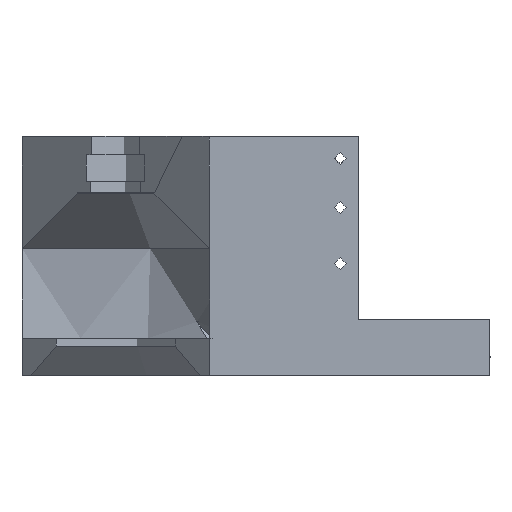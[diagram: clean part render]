
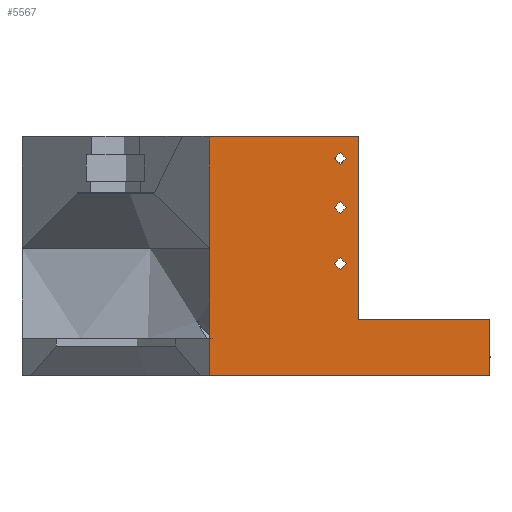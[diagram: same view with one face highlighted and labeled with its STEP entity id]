
A CAD part, left-side view. The second image highlights one B-rep face of the part: STEP entity #5567.
In plain terms, the highlighted planar face has unit normal (-1, 0, 0).
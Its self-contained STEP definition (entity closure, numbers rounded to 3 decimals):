
#44=(
BOUNDED_CURVE()
B_SPLINE_CURVE(2,(#8418,#8419,#8420),.UNSPECIFIED.,.F.,.F.)
B_SPLINE_CURVE_WITH_KNOTS((3,3),(0.,0.015),.UNSPECIFIED.)
CURVE()
GEOMETRIC_REPRESENTATION_ITEM()
RATIONAL_B_SPLINE_CURVE((1.,1.001,1.002))
REPRESENTATION_ITEM('')
);
#54=FACE_BOUND('',#853,.T.);
#55=FACE_BOUND('',#854,.T.);
#56=FACE_BOUND('',#855,.T.);
#148=CIRCLE('',#5870,1.6);
#149=CIRCLE('',#5871,1.6);
#150=CIRCLE('',#5872,1.6);
#310=PLANE('',#5869);
#551=FACE_OUTER_BOUND('',#852,.T.);
#852=EDGE_LOOP('',(#4079,#4080,#4081,#4082,#4083,#4084,#4085,#4086,#4087,
#4088,#4089,#4090,#4091));
#853=EDGE_LOOP('',(#4092));
#854=EDGE_LOOP('',(#4093));
#855=EDGE_LOOP('',(#4094));
#1247=LINE('',#8389,#1876);
#1248=LINE('',#8404,#1877);
#1249=LINE('',#8406,#1878);
#1250=LINE('',#8408,#1879);
#1251=LINE('',#8410,#1880);
#1252=LINE('',#8412,#1881);
#1253=LINE('',#8414,#1882);
#1254=LINE('',#8416,#1883);
#1255=LINE('',#8422,#1884);
#1256=LINE('',#8424,#1885);
#1257=LINE('',#8426,#1886);
#1258=LINE('',#8427,#1887);
#1876=VECTOR('',#6342,10.);
#1877=VECTOR('',#6357,10.);
#1878=VECTOR('',#6358,10.);
#1879=VECTOR('',#6359,10.);
#1880=VECTOR('',#6360,10.);
#1881=VECTOR('',#6361,10.);
#1882=VECTOR('',#6362,10.);
#1883=VECTOR('',#6363,10.);
#1884=VECTOR('',#6364,10.);
#1885=VECTOR('',#6365,10.);
#1886=VECTOR('',#6366,10.);
#1887=VECTOR('',#6367,10.);
#2590=VERTEX_POINT('',#8383);
#2592=VERTEX_POINT('',#8387);
#2599=VERTEX_POINT('',#8403);
#2600=VERTEX_POINT('',#8405);
#2601=VERTEX_POINT('',#8407);
#2602=VERTEX_POINT('',#8409);
#2603=VERTEX_POINT('',#8411);
#2604=VERTEX_POINT('',#8413);
#2605=VERTEX_POINT('',#8415);
#2606=VERTEX_POINT('',#8417);
#2607=VERTEX_POINT('',#8421);
#2608=VERTEX_POINT('',#8423);
#2609=VERTEX_POINT('',#8425);
#2610=VERTEX_POINT('',#8428);
#2611=VERTEX_POINT('',#8430);
#2612=VERTEX_POINT('',#8432);
#3173=EDGE_CURVE('',#2590,#2592,#1247,.T.);
#3180=EDGE_CURVE('',#2599,#2592,#1248,.T.);
#3181=EDGE_CURVE('',#2599,#2600,#1249,.T.);
#3182=EDGE_CURVE('',#2601,#2600,#1250,.T.);
#3183=EDGE_CURVE('',#2602,#2601,#1251,.T.);
#3184=EDGE_CURVE('',#2603,#2602,#1252,.T.);
#3185=EDGE_CURVE('',#2604,#2603,#1253,.T.);
#3186=EDGE_CURVE('',#2604,#2605,#1254,.T.);
#3187=EDGE_CURVE('',#2606,#2605,#44,.T.);
#3188=EDGE_CURVE('',#2606,#2607,#1255,.T.);
#3189=EDGE_CURVE('',#2608,#2607,#1256,.T.);
#3190=EDGE_CURVE('',#2609,#2608,#1257,.T.);
#3191=EDGE_CURVE('',#2590,#2609,#1258,.T.);
#3192=EDGE_CURVE('',#2610,#2610,#148,.T.);
#3193=EDGE_CURVE('',#2611,#2611,#149,.T.);
#3194=EDGE_CURVE('',#2612,#2612,#150,.T.);
#4079=ORIENTED_EDGE('',*,*,#3173,.T.);
#4080=ORIENTED_EDGE('',*,*,#3180,.F.);
#4081=ORIENTED_EDGE('',*,*,#3181,.T.);
#4082=ORIENTED_EDGE('',*,*,#3182,.F.);
#4083=ORIENTED_EDGE('',*,*,#3183,.F.);
#4084=ORIENTED_EDGE('',*,*,#3184,.F.);
#4085=ORIENTED_EDGE('',*,*,#3185,.F.);
#4086=ORIENTED_EDGE('',*,*,#3186,.T.);
#4087=ORIENTED_EDGE('',*,*,#3187,.F.);
#4088=ORIENTED_EDGE('',*,*,#3188,.T.);
#4089=ORIENTED_EDGE('',*,*,#3189,.F.);
#4090=ORIENTED_EDGE('',*,*,#3190,.F.);
#4091=ORIENTED_EDGE('',*,*,#3191,.F.);
#4092=ORIENTED_EDGE('',*,*,#3192,.T.);
#4093=ORIENTED_EDGE('',*,*,#3193,.T.);
#4094=ORIENTED_EDGE('',*,*,#3194,.T.);
#5567=ADVANCED_FACE('',(#551,#54,#55,#56),#310,.F.);
#5869=AXIS2_PLACEMENT_3D('',#8402,#6355,#6356);
#5870=AXIS2_PLACEMENT_3D('',#8429,#6368,#6369);
#5871=AXIS2_PLACEMENT_3D('',#8431,#6370,#6371);
#5872=AXIS2_PLACEMENT_3D('',#8433,#6372,#6373);
#6342=DIRECTION('',(0.,0.,1.));
#6355=DIRECTION('center_axis',(1.,0.,0.));
#6356=DIRECTION('ref_axis',(0.,1.,0.));
#6357=DIRECTION('',(0.,-1.,0.));
#6358=DIRECTION('',(0.,0.,1.));
#6359=DIRECTION('',(0.,-1.,0.));
#6360=DIRECTION('',(0.,0.,1.));
#6361=DIRECTION('',(0.,0.,1.));
#6362=DIRECTION('',(0.,0.,1.));
#6363=DIRECTION('',(0.,0.,-1.));
#6364=DIRECTION('',(0.,0.,-1.));
#6365=DIRECTION('',(0.,-1.,0.));
#6366=DIRECTION('',(0.,0.,1.));
#6367=DIRECTION('',(0.,1.,0.));
#6368=DIRECTION('center_axis',(1.,0.,0.));
#6369=DIRECTION('ref_axis',(0.,1.,0.));
#6370=DIRECTION('center_axis',(1.,0.,0.));
#6371=DIRECTION('ref_axis',(0.,1.,0.));
#6372=DIRECTION('center_axis',(1.,0.,0.));
#6373=DIRECTION('ref_axis',(0.,1.,0.));
#8383=CARTESIAN_POINT('',(-204.684,-79.947,0.));
#8387=CARTESIAN_POINT('',(-204.684,-79.947,15.));
#8389=CARTESIAN_POINT('',(-204.684,-79.947,0.));
#8402=CARTESIAN_POINT('Origin',(-204.684,-44.947,4.95));
#8403=CARTESIAN_POINT('',(-204.684,-44.947,15.));
#8404=CARTESIAN_POINT('',(-204.684,-79.947,15.));
#8405=CARTESIAN_POINT('',(-204.684,-44.947,64.));
#8406=CARTESIAN_POINT('',(-204.684,-44.947,-4.55));
#8407=CARTESIAN_POINT('',(-204.684,-4.947,64.));
#8408=CARTESIAN_POINT('',(-204.684,-19.246,64.));
#8409=CARTESIAN_POINT('',(-204.684,-4.947,62.95));
#8410=CARTESIAN_POINT('',(-204.684,-4.947,62.95));
#8411=CARTESIAN_POINT('',(-204.684,-4.947,59.));
#8412=CARTESIAN_POINT('',(-204.684,-4.947,59.));
#8413=CARTESIAN_POINT('',(-204.684,-4.947,52.));
#8414=CARTESIAN_POINT('',(-204.684,-4.947,52.));
#8415=CARTESIAN_POINT('',(-204.684,-4.947,34.101));
#8416=CARTESIAN_POINT('',(-204.684,-4.947,4.95));
#8417=CARTESIAN_POINT('',(-204.684,-5.151,34.));
#8418=CARTESIAN_POINT('Ctrl Pts',(-204.684,-5.151,34.));
#8419=CARTESIAN_POINT('Ctrl Pts',(-204.684,-5.049,34.051));
#8420=CARTESIAN_POINT('Ctrl Pts',(-204.684,-4.947,34.101));
#8421=CARTESIAN_POINT('',(-204.684,-5.151,10.));
#8422=CARTESIAN_POINT('',(-204.684,-5.151,34.));
#8423=CARTESIAN_POINT('',(-204.684,-4.947,10.));
#8424=CARTESIAN_POINT('',(-204.684,-4.947,10.));
#8425=CARTESIAN_POINT('',(-204.684,-4.947,0.));
#8426=CARTESIAN_POINT('',(-204.684,-4.947,0.));
#8427=CARTESIAN_POINT('',(-204.684,-22.447,0.));
#8428=CARTESIAN_POINT('',(-204.684,-41.547,58.05));
#8429=CARTESIAN_POINT('Origin',(-204.684,-39.947,58.05));
#8430=CARTESIAN_POINT('',(-204.684,-41.547,29.95));
#8431=CARTESIAN_POINT('Origin',(-204.684,-39.947,29.95));
#8432=CARTESIAN_POINT('',(-204.684,-41.547,44.95));
#8433=CARTESIAN_POINT('Origin',(-204.684,-39.947,44.95));
